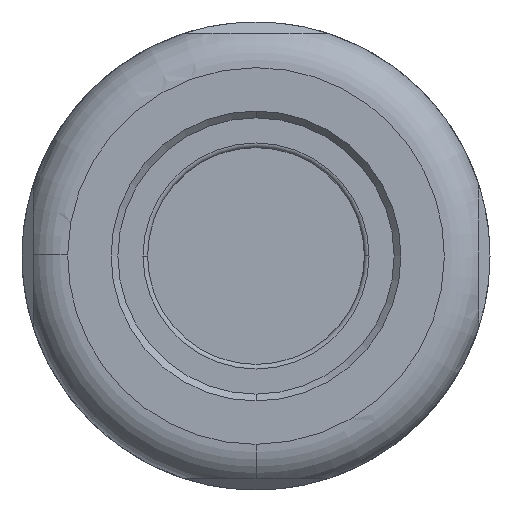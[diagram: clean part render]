
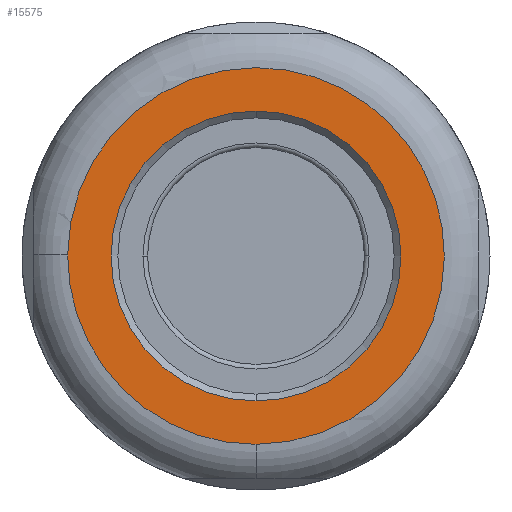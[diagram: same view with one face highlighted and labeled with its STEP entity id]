
A CAD part, front view. The second image highlights one B-rep face of the part: STEP entity #15575.
In plain terms, the highlighted planar face has unit normal (0, -1, 0).
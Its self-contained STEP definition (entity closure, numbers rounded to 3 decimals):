
#3219=CARTESIAN_POINT('',(0.,-38.55,0.));
#3220=DIRECTION('',(0.,1.,0.));
#3221=DIRECTION('',(-1.,0.,0.005));
#3222=AXIS2_PLACEMENT_3D('',#3219,#3220,#3221);
#3224=CARTESIAN_POINT('',(0.,-38.55,0.));
#3225=DIRECTION('',(0.,1.,0.));
#3226=DIRECTION('',(-0.001,0.,1.));
#3227=AXIS2_PLACEMENT_3D('',#3224,#3225,#3226);
#3229=CARTESIAN_POINT('',(0.,-38.55,0.));
#3230=DIRECTION('',(0.,1.,0.));
#3231=DIRECTION('',(1.,0.,-0.005));
#3232=AXIS2_PLACEMENT_3D('',#3229,#3230,#3231);
#3234=CARTESIAN_POINT('',(0.012,-38.55,-8.25));
#3235=CARTESIAN_POINT('',(0.008,-38.55,-8.25));
#3236=CARTESIAN_POINT('',(0.004,-38.55,-8.25));
#3237=CARTESIAN_POINT('',(0.,-38.55,-8.25));
#3239=CARTESIAN_POINT('',(0.,-38.55,0.));
#3240=DIRECTION('',(0.,1.,0.));
#3241=DIRECTION('',(0.,0.,-1.));
#3242=AXIS2_PLACEMENT_3D('',#3239,#3240,#3241);
#3244=CARTESIAN_POINT('',(0.,-38.55,0.));
#3245=DIRECTION('',(0.,-1.,0.));
#3246=DIRECTION('',(0.,0.,1.));
#3247=AXIS2_PLACEMENT_3D('',#3244,#3245,#3246);
#3249=CARTESIAN_POINT('',(0.,-38.55,0.));
#3250=DIRECTION('',(0.,-1.,0.));
#3251=DIRECTION('',(0.,0.,-1.));
#3252=AXIS2_PLACEMENT_3D('',#3249,#3250,#3251);
#11082=VERTEX_POINT('',#3234);
#11083=VERTEX_POINT('',#3237);
#11084=CARTESIAN_POINT('',(-8.25,-38.55,0.044));
#11085=CARTESIAN_POINT('',(-0.012,-38.55,8.25));
#11086=VERTEX_POINT('',#11084);
#11087=VERTEX_POINT('',#11085);
#11088=CARTESIAN_POINT('',(8.25,-38.55,-0.044));
#11089=VERTEX_POINT('',#11088);
#11098=CARTESIAN_POINT('',(0.,-38.55,6.35));
#11099=CARTESIAN_POINT('',(0.,-38.55,-6.35));
#11100=VERTEX_POINT('',#11098);
#11101=VERTEX_POINT('',#11099);
#15556=CARTESIAN_POINT('',(0.002,-38.55,0.002));
#15557=DIRECTION('',(0.,1.,0.));
#15558=DIRECTION('',(1.,0.,0.));
#15559=AXIS2_PLACEMENT_3D('',#15556,#15557,#15558);
#15560=PLANE('',#15559);
#15561=ORIENTED_EDGE('',*,*,#15531,.T.);
#15562=ORIENTED_EDGE('',*,*,#15529,.T.);
#15563=ORIENTED_EDGE('',*,*,#15527,.T.);
#15564=ORIENTED_EDGE('',*,*,#15525,.T.);
#15566=ORIENTED_EDGE('',*,*,#15565,.T.);
#15567=EDGE_LOOP('',(#15561,#15562,#15563,#15564,#15566));
#15568=FACE_OUTER_BOUND('',#15567,.F.);
#15570=ORIENTED_EDGE('',*,*,#15569,.T.);
#15572=ORIENTED_EDGE('',*,*,#15571,.T.);
#15573=EDGE_LOOP('',(#15570,#15572));
#15574=FACE_BOUND('',#15573,.F.);
#15575=ADVANCED_FACE('',(#15568,#15574),#15560,.F.);
#3223=CIRCLE('',#3222,8.25);
#3228=CIRCLE('',#3227,8.25);
#3233=CIRCLE('',#3232,8.25);
#3238=B_SPLINE_CURVE_WITH_KNOTS('',3,(#3234,#3235,#3236,#3237),.UNSPECIFIED.,
.F.,.F.,(4,4),(0.,1.),.UNSPECIFIED.);
#3243=CIRCLE('',#3242,8.25);
#3248=CIRCLE('',#3247,6.35);
#3253=CIRCLE('',#3252,6.35);
#15525=EDGE_CURVE('',#11082,#11083,#3238,.T.);
#15527=EDGE_CURVE('',#11089,#11082,#3233,.T.);
#15529=EDGE_CURVE('',#11087,#11089,#3228,.T.);
#15531=EDGE_CURVE('',#11086,#11087,#3223,.T.);
#15565=EDGE_CURVE('',#11083,#11086,#3243,.T.);
#15569=EDGE_CURVE('',#11100,#11101,#3248,.T.);
#15571=EDGE_CURVE('',#11101,#11100,#3253,.T.);
